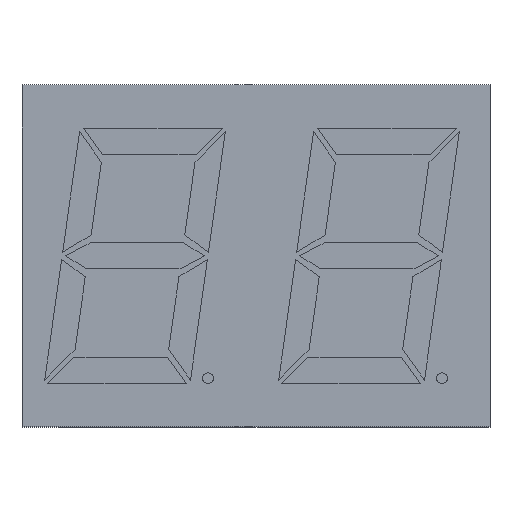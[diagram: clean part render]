
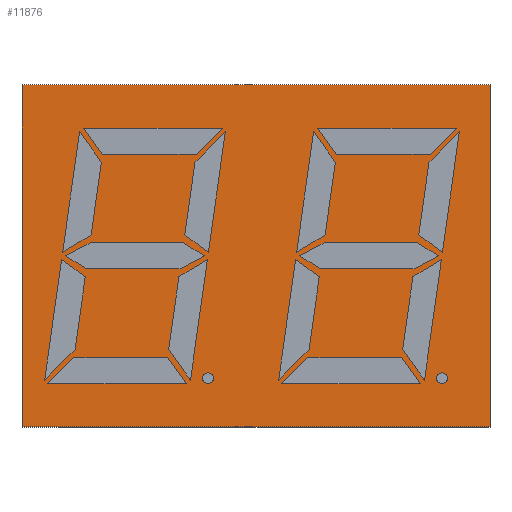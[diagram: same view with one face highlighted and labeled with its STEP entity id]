
A CAD part, top view. The second image highlights one B-rep face of the part: STEP entity #11876.
In plain terms, the highlighted planar face has unit normal (0, 0, 1).
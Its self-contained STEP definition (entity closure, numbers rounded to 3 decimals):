
#11144 = PLANE('',#11145);
#11145 = AXIS2_PLACEMENT_3D('',#11146,#11147,#11148);
#11146 = CARTESIAN_POINT('',(-6.3,9.5,0.));
#11147 = DIRECTION('',(0.,1.,0.));
#11148 = DIRECTION('',(1.,0.,0.));
#11167 = VERTEX_POINT('',#11168);
#11168 = CARTESIAN_POINT('',(-6.3,9.5,7.99));
#11182 = PLANE('',#11183);
#11183 = AXIS2_PLACEMENT_3D('',#11184,#11185,#11186);
#11184 = CARTESIAN_POINT('',(-6.3,-9.5,0.));
#11185 = DIRECTION('',(-1.,0.,0.));
#11186 = DIRECTION('',(0.,1.,0.));
#11194 = EDGE_CURVE('',#11167,#11195,#11197,.T.);
#11195 = VERTEX_POINT('',#11196);
#11196 = CARTESIAN_POINT('',(19.7,9.5,7.99));
#11197 = SURFACE_CURVE('',#11198,(#11202,#11209),.PCURVE_S1.);
#11198 = LINE('',#11199,#11200);
#11199 = CARTESIAN_POINT('',(-6.3,9.5,7.99));
#11200 = VECTOR('',#11201,1.);
#11201 = DIRECTION('',(1.,0.,0.));
#11202 = PCURVE('',#11144,#11203);
#11203 = DEFINITIONAL_REPRESENTATION('',(#11204),#11208);
#11204 = LINE('',#11205,#11206);
#11205 = CARTESIAN_POINT('',(0.,-7.99));
#11206 = VECTOR('',#11207,1.);
#11207 = DIRECTION('',(1.,0.));
#11208 = ( GEOMETRIC_REPRESENTATION_CONTEXT(2) 
PARAMETRIC_REPRESENTATION_CONTEXT() REPRESENTATION_CONTEXT('2D SPACE',''
  ) );
#11209 = PCURVE('',#11210,#11215);
#11210 = PLANE('',#11211);
#11211 = AXIS2_PLACEMENT_3D('',#11212,#11213,#11214);
#11212 = CARTESIAN_POINT('',(-6.3,9.5,7.99));
#11213 = DIRECTION('',(0.,0.,1.));
#11214 = DIRECTION('',(1.,0.,0.));
#11215 = DEFINITIONAL_REPRESENTATION('',(#11216),#11220);
#11216 = LINE('',#11217,#11218);
#11217 = CARTESIAN_POINT('',(0.,0.));
#11218 = VECTOR('',#11219,1.);
#11219 = DIRECTION('',(1.,0.));
#11220 = ( GEOMETRIC_REPRESENTATION_CONTEXT(2) 
PARAMETRIC_REPRESENTATION_CONTEXT() REPRESENTATION_CONTEXT('2D SPACE',''
  ) );
#11238 = PLANE('',#11239);
#11239 = AXIS2_PLACEMENT_3D('',#11240,#11241,#11242);
#11240 = CARTESIAN_POINT('',(19.7,9.5,0.));
#11241 = DIRECTION('',(1.,0.,0.));
#11242 = DIRECTION('',(0.,-1.,0.));
#11727 = EDGE_CURVE('',#11195,#11728,#11730,.T.);
#11728 = VERTEX_POINT('',#11729);
#11729 = CARTESIAN_POINT('',(19.7,-9.5,7.99));
#11730 = SURFACE_CURVE('',#11731,(#11735,#11742),.PCURVE_S1.);
#11731 = LINE('',#11732,#11733);
#11732 = CARTESIAN_POINT('',(19.7,9.5,7.99));
#11733 = VECTOR('',#11734,1.);
#11734 = DIRECTION('',(0.,-1.,0.));
#11735 = PCURVE('',#11238,#11736);
#11736 = DEFINITIONAL_REPRESENTATION('',(#11737),#11741);
#11737 = LINE('',#11738,#11739);
#11738 = CARTESIAN_POINT('',(0.,-7.99));
#11739 = VECTOR('',#11740,1.);
#11740 = DIRECTION('',(1.,0.));
#11741 = ( GEOMETRIC_REPRESENTATION_CONTEXT(2) 
PARAMETRIC_REPRESENTATION_CONTEXT() REPRESENTATION_CONTEXT('2D SPACE',''
  ) );
#11742 = PCURVE('',#11210,#11743);
#11743 = DEFINITIONAL_REPRESENTATION('',(#11744),#11748);
#11744 = LINE('',#11745,#11746);
#11745 = CARTESIAN_POINT('',(26.,0.));
#11746 = VECTOR('',#11747,1.);
#11747 = DIRECTION('',(0.,-1.));
#11748 = ( GEOMETRIC_REPRESENTATION_CONTEXT(2) 
PARAMETRIC_REPRESENTATION_CONTEXT() REPRESENTATION_CONTEXT('2D SPACE',''
  ) );
#11766 = PLANE('',#11767);
#11767 = AXIS2_PLACEMENT_3D('',#11768,#11769,#11770);
#11768 = CARTESIAN_POINT('',(19.7,-9.5,0.));
#11769 = DIRECTION('',(0.,-1.,0.));
#11770 = DIRECTION('',(-1.,0.,0.));
#11876 = ADVANCED_FACE('',(#11877),#11210,.T.);
#11877 = FACE_BOUND('',#11878,.F.);
#11878 = EDGE_LOOP('',(#11879,#11880,#11881,#11904));
#11879 = ORIENTED_EDGE('',*,*,#11194,.T.);
#11880 = ORIENTED_EDGE('',*,*,#11727,.T.);
#11881 = ORIENTED_EDGE('',*,*,#11882,.T.);
#11882 = EDGE_CURVE('',#11728,#11883,#11885,.T.);
#11883 = VERTEX_POINT('',#11884);
#11884 = CARTESIAN_POINT('',(-6.3,-9.5,7.99));
#11885 = SURFACE_CURVE('',#11886,(#11890,#11897),.PCURVE_S1.);
#11886 = LINE('',#11887,#11888);
#11887 = CARTESIAN_POINT('',(19.7,-9.5,7.99));
#11888 = VECTOR('',#11889,1.);
#11889 = DIRECTION('',(-1.,0.,0.));
#11890 = PCURVE('',#11210,#11891);
#11891 = DEFINITIONAL_REPRESENTATION('',(#11892),#11896);
#11892 = LINE('',#11893,#11894);
#11893 = CARTESIAN_POINT('',(26.,-19.));
#11894 = VECTOR('',#11895,1.);
#11895 = DIRECTION('',(-1.,0.));
#11896 = ( GEOMETRIC_REPRESENTATION_CONTEXT(2) 
PARAMETRIC_REPRESENTATION_CONTEXT() REPRESENTATION_CONTEXT('2D SPACE',''
  ) );
#11897 = PCURVE('',#11766,#11898);
#11898 = DEFINITIONAL_REPRESENTATION('',(#11899),#11903);
#11899 = LINE('',#11900,#11901);
#11900 = CARTESIAN_POINT('',(0.,-7.99));
#11901 = VECTOR('',#11902,1.);
#11902 = DIRECTION('',(1.,0.));
#11903 = ( GEOMETRIC_REPRESENTATION_CONTEXT(2) 
PARAMETRIC_REPRESENTATION_CONTEXT() REPRESENTATION_CONTEXT('2D SPACE',''
  ) );
#11904 = ORIENTED_EDGE('',*,*,#11905,.T.);
#11905 = EDGE_CURVE('',#11883,#11167,#11906,.T.);
#11906 = SURFACE_CURVE('',#11907,(#11911,#11918),.PCURVE_S1.);
#11907 = LINE('',#11908,#11909);
#11908 = CARTESIAN_POINT('',(-6.3,-9.5,7.99));
#11909 = VECTOR('',#11910,1.);
#11910 = DIRECTION('',(0.,1.,0.));
#11911 = PCURVE('',#11210,#11912);
#11912 = DEFINITIONAL_REPRESENTATION('',(#11913),#11917);
#11913 = LINE('',#11914,#11915);
#11914 = CARTESIAN_POINT('',(0.,-19.));
#11915 = VECTOR('',#11916,1.);
#11916 = DIRECTION('',(0.,1.));
#11917 = ( GEOMETRIC_REPRESENTATION_CONTEXT(2) 
PARAMETRIC_REPRESENTATION_CONTEXT() REPRESENTATION_CONTEXT('2D SPACE',''
  ) );
#11918 = PCURVE('',#11182,#11919);
#11919 = DEFINITIONAL_REPRESENTATION('',(#11920),#11924);
#11920 = LINE('',#11921,#11922);
#11921 = CARTESIAN_POINT('',(0.,-7.99));
#11922 = VECTOR('',#11923,1.);
#11923 = DIRECTION('',(1.,0.));
#11924 = ( GEOMETRIC_REPRESENTATION_CONTEXT(2) 
PARAMETRIC_REPRESENTATION_CONTEXT() REPRESENTATION_CONTEXT('2D SPACE',''
  ) );
